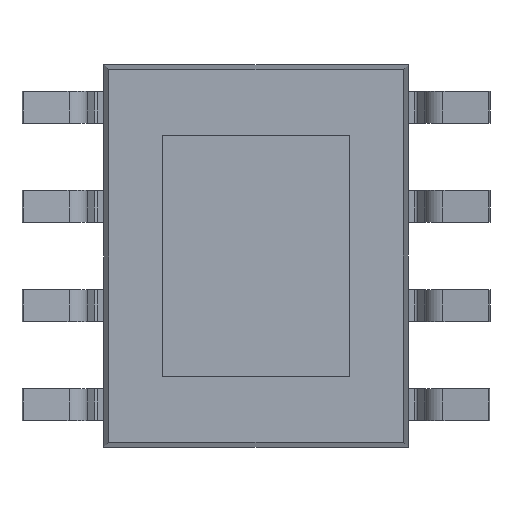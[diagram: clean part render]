
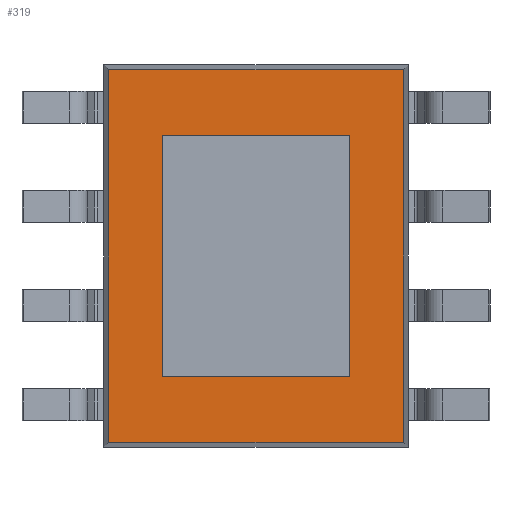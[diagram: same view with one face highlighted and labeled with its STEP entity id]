
A CAD part, front view. The second image highlights one B-rep face of the part: STEP entity #319.
In plain terms, the highlighted planar face has unit normal (0, -1, 0).
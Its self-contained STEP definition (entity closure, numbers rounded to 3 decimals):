
#2 = VERTEX_POINT ( 'NONE', #4044 ) ;
#30 = EDGE_CURVE ( 'NONE', #2819, #3560, #2432, .T. ) ;
#170 = VECTOR ( 'NONE', #2125, 1000. ) ;
#232 = LINE ( 'NONE', #1494, #278 ) ;
#278 = VECTOR ( 'NONE', #1216, 1000. ) ;
#319 = ADVANCED_FACE ( 'NONE', ( #686, #668 ), #1998, .T. ) ;
#344 = CARTESIAN_POINT ( 'NONE',  ( 1.205, 0.1, -1.55 ) ) ;
#609 = ORIENTED_EDGE ( 'NONE', *, *, #30, .T. ) ;
#613 = CARTESIAN_POINT ( 'NONE',  ( -1.205, 0.1, 1.55 ) ) ;
#668 = FACE_OUTER_BOUND ( 'NONE', #1091, .T. ) ;
#686 = FACE_BOUND ( 'NONE', #2033, .T. ) ;
#760 = ORIENTED_EDGE ( 'NONE', *, *, #3608, .F. ) ;
#766 = ORIENTED_EDGE ( 'NONE', *, *, #792, .F. ) ;
#778 = ORIENTED_EDGE ( 'NONE', *, *, #3153, .F. ) ;
#792 = EDGE_CURVE ( 'NONE', #998, #2, #1765, .T. ) ;
#795 = CARTESIAN_POINT ( 'NONE',  ( 1.205, 0.1, -1.55 ) ) ;
#799 = EDGE_CURVE ( 'NONE', #2990, #998, #2739, .T. ) ;
#816 = CARTESIAN_POINT ( 'NONE',  ( 1.205, 0.1, -1.55 ) ) ;
#860 = CARTESIAN_POINT ( 'NONE',  ( 1.95, 0.1, 2.389 ) ) ;
#973 = EDGE_CURVE ( 'NONE', #2531, #2898, #2624, .T. ) ;
#982 = VECTOR ( 'NONE', #2783, 1000. ) ;
#998 = VERTEX_POINT ( 'NONE', #344 ) ;
#1033 = DIRECTION ( 'NONE',  ( -1., 0., 0. ) ) ;
#1091 = EDGE_LOOP ( 'NONE', ( #609, #1366, #2022, #3049 ) ) ;
#1213 = VECTOR ( 'NONE', #3738, 1000. ) ;
#1216 = DIRECTION ( 'NONE',  ( 0., 0., -1. ) ) ;
#1366 = ORIENTED_EDGE ( 'NONE', *, *, #1929, .T. ) ;
#1400 = LINE ( 'NONE', #3286, #2552 ) ;
#1413 = AXIS2_PLACEMENT_3D ( 'NONE', #2342, #2062, #2363 ) ;
#1457 = CARTESIAN_POINT ( 'NONE',  ( -1.205, 0.1, -1.55 ) ) ;
#1476 = VECTOR ( 'NONE', #2797, 1000. ) ;
#1494 = CARTESIAN_POINT ( 'NONE',  ( -1.889, 0.1, 2.45 ) ) ;
#1765 = LINE ( 'NONE', #795, #1213 ) ;
#1851 = LINE ( 'NONE', #1457, #982 ) ;
#1897 = VECTOR ( 'NONE', #3599, 1000. ) ;
#1929 = EDGE_CURVE ( 'NONE', #3560, #2531, #4222, .T. ) ;
#1998 = PLANE ( 'NONE',  #1413 ) ;
#2022 = ORIENTED_EDGE ( 'NONE', *, *, #973, .T. ) ;
#2033 = EDGE_LOOP ( 'NONE', ( #760, #778, #766, #3568 ) ) ;
#2062 = DIRECTION ( 'NONE',  ( 0., -1., 0. ) ) ;
#2125 = DIRECTION ( 'NONE',  ( 1., 0., 0. ) ) ;
#2168 = VERTEX_POINT ( 'NONE', #613 ) ;
#2342 = CARTESIAN_POINT ( 'NONE',  ( 0., 0.1, 0. ) ) ;
#2363 = DIRECTION ( 'NONE',  ( 0., 0., -1. ) ) ;
#2432 = LINE ( 'NONE', #3724, #1476 ) ;
#2472 = CARTESIAN_POINT ( 'NONE',  ( -1.889, 0.1, -2.389 ) ) ;
#2531 = VERTEX_POINT ( 'NONE', #4229 ) ;
#2552 = VECTOR ( 'NONE', #1033, 1000. ) ;
#2624 = LINE ( 'NONE', #860, #1897 ) ;
#2739 = LINE ( 'NONE', #816, #170 ) ;
#2783 = DIRECTION ( 'NONE',  ( 0., 0., -1. ) ) ;
#2797 = DIRECTION ( 'NONE',  ( 1., 0., 0. ) ) ;
#2819 = VERTEX_POINT ( 'NONE', #2472 ) ;
#2871 = DIRECTION ( 'NONE',  ( 0., 0., 1. ) ) ;
#2873 = CARTESIAN_POINT ( 'NONE',  ( -1.205, 0.1, -1.55 ) ) ;
#2887 = EDGE_CURVE ( 'NONE', #2898, #2819, #232, .T. ) ;
#2898 = VERTEX_POINT ( 'NONE', #3089 ) ;
#2990 = VERTEX_POINT ( 'NONE', #2873 ) ;
#3049 = ORIENTED_EDGE ( 'NONE', *, *, #2887, .T. ) ;
#3089 = CARTESIAN_POINT ( 'NONE',  ( -1.889, 0.1, 2.389 ) ) ;
#3153 = EDGE_CURVE ( 'NONE', #2, #2168, #1400, .T. ) ;
#3286 = CARTESIAN_POINT ( 'NONE',  ( 1.205, 0.1, 1.55 ) ) ;
#3560 = VERTEX_POINT ( 'NONE', #4098 ) ;
#3568 = ORIENTED_EDGE ( 'NONE', *, *, #799, .F. ) ;
#3599 = DIRECTION ( 'NONE',  ( -1., 0., 0. ) ) ;
#3608 = EDGE_CURVE ( 'NONE', #2168, #2990, #1851, .T. ) ;
#3724 = CARTESIAN_POINT ( 'NONE',  ( -1.95, 0.1, -2.389 ) ) ;
#3738 = DIRECTION ( 'NONE',  ( 0., 0., 1. ) ) ;
#3843 = CARTESIAN_POINT ( 'NONE',  ( 1.889, 0.1, -2.45 ) ) ;
#4044 = CARTESIAN_POINT ( 'NONE',  ( 1.205, 0.1, 1.55 ) ) ;
#4098 = CARTESIAN_POINT ( 'NONE',  ( 1.889, 0.1, -2.389 ) ) ;
#4150 = VECTOR ( 'NONE', #2871, 1000. ) ;
#4222 = LINE ( 'NONE', #3843, #4150 ) ;
#4229 = CARTESIAN_POINT ( 'NONE',  ( 1.889, 0.1, 2.389 ) ) ;
